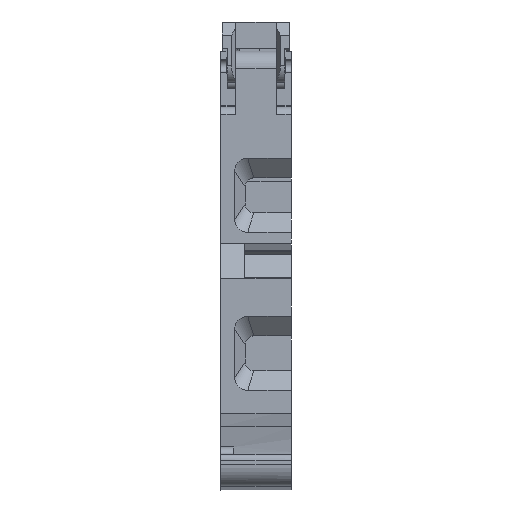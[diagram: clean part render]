
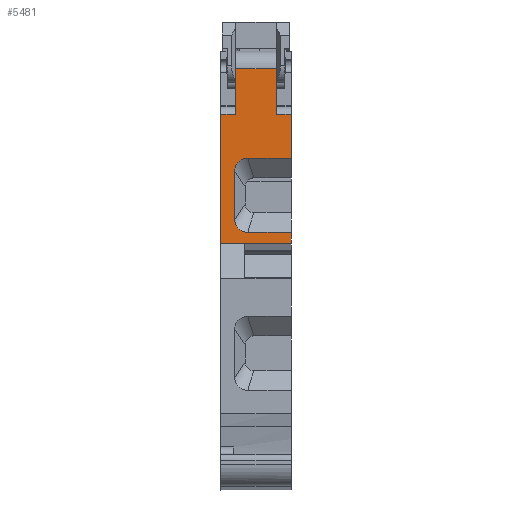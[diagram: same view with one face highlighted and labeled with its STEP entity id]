
A CAD part, front view. The second image highlights one B-rep face of the part: STEP entity #5481.
In plain terms, the highlighted planar face has unit normal (0, -1, 0).
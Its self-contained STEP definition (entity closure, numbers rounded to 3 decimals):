
#5415=AXIS2_PLACEMENT_3D('Plane Axis2P3D',#5412,#5413,#5414) ;
#5428=AXIS2_PLACEMENT_3D('Circle Axis2P3D',#5426,#5427,$) ;
#5462=AXIS2_PLACEMENT_3D('Circle Axis2P3D',#5460,#5461,$) ;
#551=CARTESIAN_POINT('Vertex',(6.387,13.75,48.25)) ;
#556=CARTESIAN_POINT('Line Origine',(6.388,13.75,45.652)) ;
#560=CARTESIAN_POINT('Vertex',(6.388,13.75,43.054)) ;
#711=CARTESIAN_POINT('Vertex',(8.1,13.75,29.5)) ;
#714=CARTESIAN_POINT('Line Origine',(8.1,13.75,28.875)) ;
#718=CARTESIAN_POINT('Vertex',(8.1,13.75,28.25)) ;
#1759=CARTESIAN_POINT('Vertex',(8.1,13.75,43.054)) ;
#1762=CARTESIAN_POINT('Line Origine',(8.1,13.75,40.527)) ;
#1766=CARTESIAN_POINT('Vertex',(8.1,13.75,38.)) ;
#2944=CARTESIAN_POINT('Vertex',(0.,13.75,28.25)) ;
#2947=CARTESIAN_POINT('Line Origine',(0.,13.75,35.652)) ;
#2951=CARTESIAN_POINT('Vertex',(0.,13.75,43.054)) ;
#3252=CARTESIAN_POINT('Vertex',(1.713,13.75,43.054)) ;
#3255=CARTESIAN_POINT('Line Origine',(1.713,13.75,45.652)) ;
#3259=CARTESIAN_POINT('Vertex',(1.713,13.75,48.25)) ;
#3451=CARTESIAN_POINT('Line Origine',(0.,13.75,48.25)) ;
#5412=CARTESIAN_POINT('Axis2P3D Location',(0.,13.75,48.25)) ;
#5417=CARTESIAN_POINT('Line Origine',(1.6,13.75,33.75)) ;
#5421=CARTESIAN_POINT('Vertex',(1.6,13.75,31.)) ;
#5423=CARTESIAN_POINT('Vertex',(1.6,13.75,36.5)) ;
#5426=CARTESIAN_POINT('Axis2P3D Location',(3.1,13.75,36.5)) ;
#5430=CARTESIAN_POINT('Vertex',(3.1,13.75,38.)) ;
#5433=CARTESIAN_POINT('Line Origine',(5.6,13.75,38.)) ;
#5438=CARTESIAN_POINT('Line Origine',(7.244,13.75,43.054)) ;
#5443=CARTESIAN_POINT('Line Origine',(0.856,13.75,43.054)) ;
#5448=CARTESIAN_POINT('Line Origine',(4.05,13.75,28.25)) ;
#5453=CARTESIAN_POINT('Line Origine',(5.6,13.75,29.5)) ;
#5457=CARTESIAN_POINT('Vertex',(3.1,13.75,29.5)) ;
#5460=CARTESIAN_POINT('Axis2P3D Location',(3.1,13.75,31.)) ;
#557=DIRECTION('Vector Direction',(0.,0.,1.)) ;
#715=DIRECTION('Vector Direction',(0.,0.,1.)) ;
#1763=DIRECTION('Vector Direction',(0.,0.,1.)) ;
#2948=DIRECTION('Vector Direction',(0.,0.,1.)) ;
#3256=DIRECTION('Vector Direction',(0.,0.,1.)) ;
#3452=DIRECTION('Vector Direction',(1.,0.,0.)) ;
#5413=DIRECTION('Axis2P3D Direction',(0.,1.,0.)) ;
#5414=DIRECTION('Axis2P3D XDirection',(1.,0.,0.)) ;
#5418=DIRECTION('Vector Direction',(0.,0.,1.)) ;
#5427=DIRECTION('Axis2P3D Direction',(0.,1.,0.)) ;
#5434=DIRECTION('Vector Direction',(1.,0.,0.)) ;
#5439=DIRECTION('Vector Direction',(-1.,0.,0.)) ;
#5444=DIRECTION('Vector Direction',(1.,0.,0.)) ;
#5449=DIRECTION('Vector Direction',(1.,0.,0.)) ;
#5454=DIRECTION('Vector Direction',(1.,0.,0.)) ;
#5461=DIRECTION('Axis2P3D Direction',(0.,1.,0.)) ;
#558=VECTOR('Line Direction',#557,1.) ;
#716=VECTOR('Line Direction',#715,1.) ;
#1764=VECTOR('Line Direction',#1763,1.) ;
#2949=VECTOR('Line Direction',#2948,1.) ;
#3257=VECTOR('Line Direction',#3256,1.) ;
#3453=VECTOR('Line Direction',#3452,1.) ;
#5419=VECTOR('Line Direction',#5418,1.) ;
#5435=VECTOR('Line Direction',#5434,1.) ;
#5440=VECTOR('Line Direction',#5439,1.) ;
#5445=VECTOR('Line Direction',#5444,1.) ;
#5450=VECTOR('Line Direction',#5449,1.) ;
#5455=VECTOR('Line Direction',#5454,1.) ;
#5466=ORIENTED_EDGE('',*,*,#5425,.T.) ;
#5467=ORIENTED_EDGE('',*,*,#5432,.T.) ;
#5468=ORIENTED_EDGE('',*,*,#5437,.T.) ;
#5469=ORIENTED_EDGE('',*,*,#1768,.T.) ;
#5470=ORIENTED_EDGE('',*,*,#5442,.T.) ;
#5471=ORIENTED_EDGE('',*,*,#562,.T.) ;
#5472=ORIENTED_EDGE('',*,*,#3455,.F.) ;
#5473=ORIENTED_EDGE('',*,*,#3261,.F.) ;
#5474=ORIENTED_EDGE('',*,*,#5447,.F.) ;
#5475=ORIENTED_EDGE('',*,*,#2953,.F.) ;
#5476=ORIENTED_EDGE('',*,*,#5452,.T.) ;
#5477=ORIENTED_EDGE('',*,*,#720,.T.) ;
#5478=ORIENTED_EDGE('',*,*,#5459,.F.) ;
#5479=ORIENTED_EDGE('',*,*,#5464,.T.) ;
#5481=ADVANCED_FACE('KDKS1.1\\PartBody ( *SOL1 - wsp *MASTER -  )',(#5480),#5416,.F.) ;
#5429=CIRCLE('generated circle',#5428,1.5) ;
#5463=CIRCLE('generated circle',#5462,1.5) ;
#562=EDGE_CURVE('',#561,#552,#559,.T.) ;
#720=EDGE_CURVE('',#719,#712,#717,.T.) ;
#1768=EDGE_CURVE('',#1767,#1760,#1765,.T.) ;
#2953=EDGE_CURVE('',#2945,#2952,#2950,.T.) ;
#3261=EDGE_CURVE('',#3253,#3260,#3258,.T.) ;
#3455=EDGE_CURVE('',#3260,#552,#3454,.T.) ;
#5425=EDGE_CURVE('',#5422,#5424,#5420,.T.) ;
#5432=EDGE_CURVE('',#5424,#5431,#5429,.T.) ;
#5437=EDGE_CURVE('',#5431,#1767,#5436,.T.) ;
#5442=EDGE_CURVE('',#1760,#561,#5441,.T.) ;
#5447=EDGE_CURVE('',#2952,#3253,#5446,.T.) ;
#5452=EDGE_CURVE('',#2945,#719,#5451,.T.) ;
#5459=EDGE_CURVE('',#5458,#712,#5456,.T.) ;
#5464=EDGE_CURVE('',#5458,#5422,#5463,.T.) ;
#5465=EDGE_LOOP('',(#5466,#5467,#5468,#5469,#5470,#5471,#5472,#5473,#5474,#5475,#5476,#5477,#5478,#5479)) ;
#5480=FACE_OUTER_BOUND('',#5465,.T.) ;
#559=LINE('Line',#556,#558) ;
#717=LINE('Line',#714,#716) ;
#1765=LINE('Line',#1762,#1764) ;
#2950=LINE('Line',#2947,#2949) ;
#3258=LINE('Line',#3255,#3257) ;
#3454=LINE('Line',#3451,#3453) ;
#5420=LINE('Line',#5417,#5419) ;
#5436=LINE('Line',#5433,#5435) ;
#5441=LINE('Line',#5438,#5440) ;
#5446=LINE('Line',#5443,#5445) ;
#5451=LINE('Line',#5448,#5450) ;
#5456=LINE('Line',#5453,#5455) ;
#5416=PLANE('',#5415) ;
#552=VERTEX_POINT('',#551) ;
#561=VERTEX_POINT('',#560) ;
#712=VERTEX_POINT('',#711) ;
#719=VERTEX_POINT('',#718) ;
#1760=VERTEX_POINT('',#1759) ;
#1767=VERTEX_POINT('',#1766) ;
#2945=VERTEX_POINT('',#2944) ;
#2952=VERTEX_POINT('',#2951) ;
#3253=VERTEX_POINT('',#3252) ;
#3260=VERTEX_POINT('',#3259) ;
#5422=VERTEX_POINT('',#5421) ;
#5424=VERTEX_POINT('',#5423) ;
#5431=VERTEX_POINT('',#5430) ;
#5458=VERTEX_POINT('',#5457) ;
